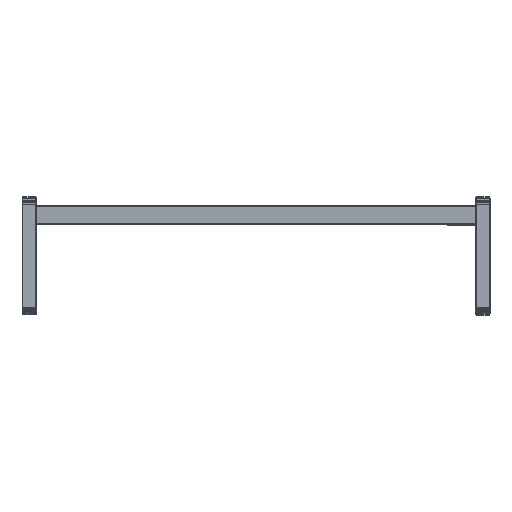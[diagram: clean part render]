
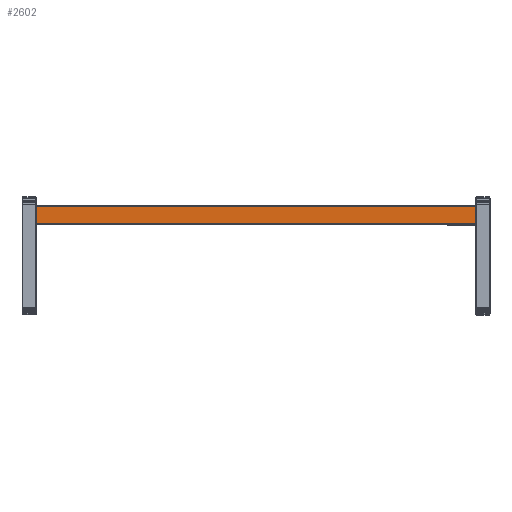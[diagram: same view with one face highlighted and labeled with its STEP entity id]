
A CAD part, top view. The second image highlights one B-rep face of the part: STEP entity #2602.
In plain terms, the highlighted face is planar.
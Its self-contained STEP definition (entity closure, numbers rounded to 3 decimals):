
#75 = DIRECTION ( 'NONE',  ( 0., 0., -1. ) ) ;
#143 = LINE ( 'NONE', #3156, #4890 ) ;
#408 = EDGE_CURVE ( 'NONE', #2031, #804, #2331, .T. ) ;
#534 = VERTEX_POINT ( 'NONE', #2688 ) ;
#804 = VERTEX_POINT ( 'NONE', #3039 ) ;
#862 = CARTESIAN_POINT ( 'NONE',  ( -10., 18.5, 470. ) ) ;
#1037 = DIRECTION ( 'NONE',  ( 0., 0., -1. ) ) ;
#1212 = CARTESIAN_POINT ( 'NONE',  ( -10., 18.5, 470. ) ) ;
#1272 = CARTESIAN_POINT ( 'NONE',  ( -10., 18.5, 470. ) ) ;
#1303 = VECTOR ( 'NONE', #4777, 1000. ) ;
#2031 = VERTEX_POINT ( 'NONE', #2069 ) ;
#2069 = CARTESIAN_POINT ( 'NONE',  ( -10., -18.5, 470. ) ) ;
#2234 = FACE_OUTER_BOUND ( 'NONE', #3269, .T. ) ;
#2279 = VECTOR ( 'NONE', #75, 1000. ) ;
#2331 = LINE ( 'NONE', #4053, #1303 ) ;
#2342 = ORIENTED_EDGE ( 'NONE', *, *, #3536, .T. ) ;
#2402 = DIRECTION ( 'NONE',  ( 0., -1., 0. ) ) ;
#2403 = ORIENTED_EDGE ( 'NONE', *, *, #4354, .T. ) ;
#2463 = VERTEX_POINT ( 'NONE', #1272 ) ;
#2580 = LINE ( 'NONE', #1212, #4715 ) ;
#2602 = ADVANCED_FACE ( 'NONE', ( #2234 ), #2997, .F. ) ;
#2659 = CARTESIAN_POINT ( 'NONE',  ( -10., 18.5, 470. ) ) ;
#2688 = CARTESIAN_POINT ( 'NONE',  ( -10., 18.5, -470. ) ) ;
#2997 = PLANE ( 'NONE',  #3069 ) ;
#3039 = CARTESIAN_POINT ( 'NONE',  ( -10., -18.5, -470. ) ) ;
#3069 = AXIS2_PLACEMENT_3D ( 'NONE', #2659, #4164, #1037 ) ;
#3156 = CARTESIAN_POINT ( 'NONE',  ( -10., 18.5, -470. ) ) ;
#3269 = EDGE_LOOP ( 'NONE', ( #2342, #3941, #4452, #2403 ) ) ;
#3536 = EDGE_CURVE ( 'NONE', #534, #804, #143, .T. ) ;
#3670 = EDGE_CURVE ( 'NONE', #2463, #2031, #2580, .T. ) ;
#3941 = ORIENTED_EDGE ( 'NONE', *, *, #408, .F. ) ;
#4053 = CARTESIAN_POINT ( 'NONE',  ( -10., -18.5, 470. ) ) ;
#4164 = DIRECTION ( 'NONE',  ( 1., 0., 0. ) ) ;
#4354 = EDGE_CURVE ( 'NONE', #2463, #534, #4656, .T. ) ;
#4452 = ORIENTED_EDGE ( 'NONE', *, *, #3670, .F. ) ;
#4656 = LINE ( 'NONE', #862, #2279 ) ;
#4712 = DIRECTION ( 'NONE',  ( 0., -1., 0. ) ) ;
#4715 = VECTOR ( 'NONE', #4712, 1000. ) ;
#4777 = DIRECTION ( 'NONE',  ( 0., 0., -1. ) ) ;
#4890 = VECTOR ( 'NONE', #2402, 1000. ) ;
